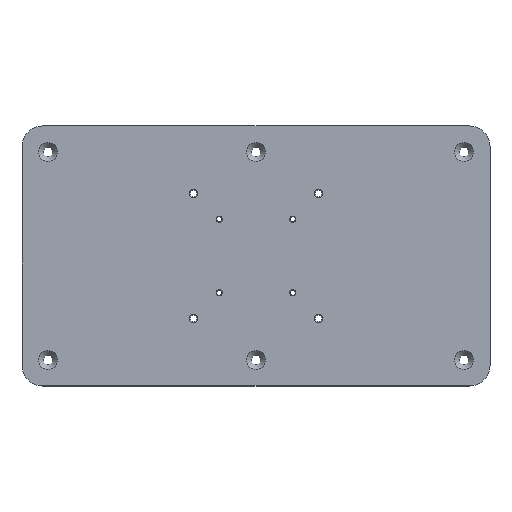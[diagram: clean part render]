
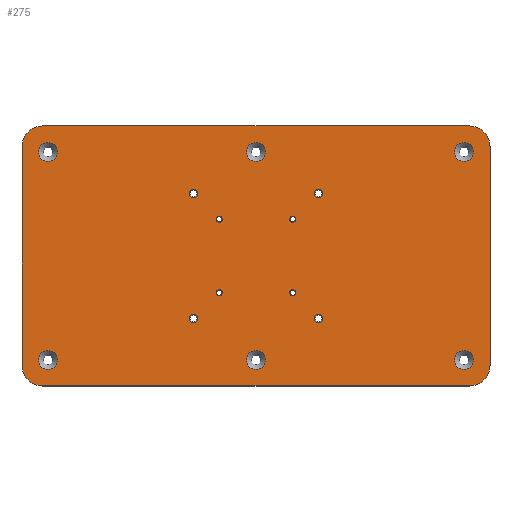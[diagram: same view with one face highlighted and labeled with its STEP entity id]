
A CAD part, top view. The second image highlights one B-rep face of the part: STEP entity #275.
In plain terms, the highlighted planar face has unit normal (0, 0, 1).
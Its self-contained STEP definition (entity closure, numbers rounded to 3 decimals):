
#85=FACE_BOUND('',#355,.T.);
#86=FACE_BOUND('',#356,.T.);
#87=FACE_BOUND('',#357,.T.);
#88=FACE_BOUND('',#358,.T.);
#89=FACE_BOUND('',#359,.T.);
#90=FACE_BOUND('',#360,.T.);
#91=FACE_BOUND('',#361,.T.);
#92=FACE_BOUND('',#362,.T.);
#93=FACE_BOUND('',#363,.T.);
#94=FACE_BOUND('',#364,.T.);
#95=FACE_BOUND('',#365,.T.);
#96=FACE_BOUND('',#366,.T.);
#97=FACE_BOUND('',#367,.T.);
#98=FACE_BOUND('',#368,.T.);
#99=FACE_BOUND('',#369,.T.);
#202=CIRCLE('',#800,20.);
#204=CIRCLE('',#804,20.);
#206=CIRCLE('',#808,20.);
#208=CIRCLE('',#812,20.);
#224=CIRCLE('',#830,3.);
#225=CIRCLE('',#831,3.);
#226=CIRCLE('',#832,3.);
#227=CIRCLE('',#833,3.);
#228=CIRCLE('',#834,4.);
#229=CIRCLE('',#835,4.);
#230=CIRCLE('',#836,4.);
#231=CIRCLE('',#837,4.);
#232=CIRCLE('',#838,9.125);
#233=CIRCLE('',#839,9.125);
#234=CIRCLE('',#840,9.125);
#235=CIRCLE('',#841,9.125);
#236=CIRCLE('',#842,9.125);
#237=CIRCLE('',#843,9.125);
#275=ADVANCED_FACE('',(#85,#86,#87,#88,#89,#90,#91,#92,#93,#94,#95,#96,
#97,#98,#99),#323,.F.);
#323=PLANE('',#844);
#355=EDGE_LOOP('',(#508));
#356=EDGE_LOOP('',(#509));
#357=EDGE_LOOP('',(#510));
#358=EDGE_LOOP('',(#511));
#359=EDGE_LOOP('',(#512));
#360=EDGE_LOOP('',(#513));
#361=EDGE_LOOP('',(#514));
#362=EDGE_LOOP('',(#515));
#363=EDGE_LOOP('',(#516));
#364=EDGE_LOOP('',(#517));
#365=EDGE_LOOP('',(#518));
#366=EDGE_LOOP('',(#519));
#367=EDGE_LOOP('',(#520));
#368=EDGE_LOOP('',(#521));
#369=EDGE_LOOP('',(#522,#523,#524,#525,#526,#527,#528,#529));
#508=ORIENTED_EDGE('',*,*,#724,.T.);
#509=ORIENTED_EDGE('',*,*,#725,.T.);
#510=ORIENTED_EDGE('',*,*,#726,.T.);
#511=ORIENTED_EDGE('',*,*,#727,.T.);
#512=ORIENTED_EDGE('',*,*,#728,.T.);
#513=ORIENTED_EDGE('',*,*,#729,.T.);
#514=ORIENTED_EDGE('',*,*,#730,.T.);
#515=ORIENTED_EDGE('',*,*,#731,.T.);
#516=ORIENTED_EDGE('',*,*,#732,.T.);
#517=ORIENTED_EDGE('',*,*,#733,.T.);
#518=ORIENTED_EDGE('',*,*,#734,.T.);
#519=ORIENTED_EDGE('',*,*,#735,.T.);
#520=ORIENTED_EDGE('',*,*,#736,.T.);
#521=ORIENTED_EDGE('',*,*,#737,.T.);
#522=ORIENTED_EDGE('',*,*,#686,.T.);
#523=ORIENTED_EDGE('',*,*,#708,.T.);
#524=ORIENTED_EDGE('',*,*,#705,.T.);
#525=ORIENTED_EDGE('',*,*,#702,.T.);
#526=ORIENTED_EDGE('',*,*,#699,.T.);
#527=ORIENTED_EDGE('',*,*,#696,.T.);
#528=ORIENTED_EDGE('',*,*,#693,.T.);
#529=ORIENTED_EDGE('',*,*,#690,.T.);
#614=VERTEX_POINT('',#1167);
#615=VERTEX_POINT('',#1168);
#618=VERTEX_POINT('',#1176);
#620=VERTEX_POINT('',#1182);
#622=VERTEX_POINT('',#1188);
#624=VERTEX_POINT('',#1194);
#626=VERTEX_POINT('',#1200);
#628=VERTEX_POINT('',#1206);
#644=VERTEX_POINT('',#1244);
#645=VERTEX_POINT('',#1246);
#646=VERTEX_POINT('',#1248);
#647=VERTEX_POINT('',#1250);
#648=VERTEX_POINT('',#1252);
#649=VERTEX_POINT('',#1254);
#650=VERTEX_POINT('',#1256);
#651=VERTEX_POINT('',#1258);
#652=VERTEX_POINT('',#1260);
#653=VERTEX_POINT('',#1262);
#654=VERTEX_POINT('',#1264);
#655=VERTEX_POINT('',#1266);
#656=VERTEX_POINT('',#1268);
#657=VERTEX_POINT('',#1270);
#686=EDGE_CURVE('',#614,#615,#766,.T.);
#690=EDGE_CURVE('',#618,#614,#202,.T.);
#693=EDGE_CURVE('',#620,#618,#771,.T.);
#696=EDGE_CURVE('',#622,#620,#204,.T.);
#699=EDGE_CURVE('',#624,#622,#775,.T.);
#702=EDGE_CURVE('',#626,#624,#206,.T.);
#705=EDGE_CURVE('',#628,#626,#779,.T.);
#708=EDGE_CURVE('',#615,#628,#208,.T.);
#724=EDGE_CURVE('',#644,#644,#224,.T.);
#725=EDGE_CURVE('',#645,#645,#225,.T.);
#726=EDGE_CURVE('',#646,#646,#226,.T.);
#727=EDGE_CURVE('',#647,#647,#227,.T.);
#728=EDGE_CURVE('',#648,#648,#228,.T.);
#729=EDGE_CURVE('',#649,#649,#229,.T.);
#730=EDGE_CURVE('',#650,#650,#230,.T.);
#731=EDGE_CURVE('',#651,#651,#231,.T.);
#732=EDGE_CURVE('',#652,#652,#232,.T.);
#733=EDGE_CURVE('',#653,#653,#233,.T.);
#734=EDGE_CURVE('',#654,#654,#234,.T.);
#735=EDGE_CURVE('',#655,#655,#235,.T.);
#736=EDGE_CURVE('',#656,#656,#236,.T.);
#737=EDGE_CURVE('',#657,#657,#237,.T.);
#766=LINE('',#1166,#782);
#771=LINE('',#1181,#787);
#775=LINE('',#1193,#791);
#779=LINE('',#1205,#795);
#782=VECTOR('',#917,1.);
#787=VECTOR('',#930,1.);
#791=VECTOR('',#942,1.);
#795=VECTOR('',#954,1.);
#800=AXIS2_PLACEMENT_3D('',#1175,#923,#924);
#804=AXIS2_PLACEMENT_3D('',#1187,#935,#936);
#808=AXIS2_PLACEMENT_3D('',#1199,#947,#948);
#812=AXIS2_PLACEMENT_3D('',#1211,#959,#960);
#830=AXIS2_PLACEMENT_3D('',#1243,#995,#996);
#831=AXIS2_PLACEMENT_3D('',#1245,#997,#998);
#832=AXIS2_PLACEMENT_3D('',#1247,#999,#1000);
#833=AXIS2_PLACEMENT_3D('',#1249,#1001,#1002);
#834=AXIS2_PLACEMENT_3D('',#1251,#1003,#1004);
#835=AXIS2_PLACEMENT_3D('',#1253,#1005,#1006);
#836=AXIS2_PLACEMENT_3D('',#1255,#1007,#1008);
#837=AXIS2_PLACEMENT_3D('',#1257,#1009,#1010);
#838=AXIS2_PLACEMENT_3D('',#1259,#1011,#1012);
#839=AXIS2_PLACEMENT_3D('',#1261,#1013,#1014);
#840=AXIS2_PLACEMENT_3D('',#1263,#1015,#1016);
#841=AXIS2_PLACEMENT_3D('',#1265,#1017,#1018);
#842=AXIS2_PLACEMENT_3D('',#1267,#1019,#1020);
#843=AXIS2_PLACEMENT_3D('',#1269,#1021,#1022);
#844=AXIS2_PLACEMENT_3D('',#1271,#1023,#1024);
#917=DIRECTION('',(-1.,0.,0.));
#923=DIRECTION('',(0.,0.,1.));
#924=DIRECTION('',(1.,0.,0.));
#930=DIRECTION('',(0.,1.,0.));
#935=DIRECTION('',(0.,0.,1.));
#936=DIRECTION('',(1.,0.,0.));
#942=DIRECTION('',(1.,0.,0.));
#947=DIRECTION('',(0.,0.,1.));
#948=DIRECTION('',(1.,0.,0.));
#954=DIRECTION('',(0.,-1.,0.));
#959=DIRECTION('',(0.,0.,1.));
#960=DIRECTION('',(1.,0.,0.));
#995=DIRECTION('',(0.,0.,-1.));
#996=DIRECTION('',(-1.,0.,0.));
#997=DIRECTION('',(0.,0.,-1.));
#998=DIRECTION('',(-1.,0.,0.));
#999=DIRECTION('',(0.,0.,-1.));
#1000=DIRECTION('',(-1.,0.,0.));
#1001=DIRECTION('',(0.,0.,-1.));
#1002=DIRECTION('',(-1.,0.,0.));
#1003=DIRECTION('',(0.,0.,-1.));
#1004=DIRECTION('',(-1.,0.,0.));
#1005=DIRECTION('',(0.,0.,-1.));
#1006=DIRECTION('',(-1.,0.,0.));
#1007=DIRECTION('',(0.,0.,-1.));
#1008=DIRECTION('',(-1.,0.,0.));
#1009=DIRECTION('',(0.,0.,-1.));
#1010=DIRECTION('',(-1.,0.,0.));
#1011=DIRECTION('',(0.,0.,-1.));
#1012=DIRECTION('',(-1.,0.,0.));
#1013=DIRECTION('',(0.,0.,-1.));
#1014=DIRECTION('',(-1.,0.,0.));
#1015=DIRECTION('',(0.,0.,-1.));
#1016=DIRECTION('',(-1.,0.,0.));
#1017=DIRECTION('',(0.,0.,-1.));
#1018=DIRECTION('',(-1.,0.,0.));
#1019=DIRECTION('',(0.,0.,-1.));
#1020=DIRECTION('',(-1.,0.,0.));
#1021=DIRECTION('',(0.,0.,-1.));
#1022=DIRECTION('',(-1.,0.,0.));
#1023=DIRECTION('',(0.,0.,-1.));
#1024=DIRECTION('',(-1.,0.,0.));
#1166=CARTESIAN_POINT('',(-205.,125.,0.));
#1167=CARTESIAN_POINT('',(205.,125.,0.));
#1168=CARTESIAN_POINT('',(-205.,125.,0.));
#1175=CARTESIAN_POINT('',(205.,105.,0.));
#1176=CARTESIAN_POINT('',(225.,105.,0.));
#1181=CARTESIAN_POINT('',(225.,105.,0.));
#1182=CARTESIAN_POINT('',(225.,-105.,0.));
#1187=CARTESIAN_POINT('',(205.,-105.,0.));
#1188=CARTESIAN_POINT('',(205.,-125.,0.));
#1193=CARTESIAN_POINT('',(205.,-125.,0.));
#1194=CARTESIAN_POINT('',(-205.,-125.,0.));
#1199=CARTESIAN_POINT('',(-205.,-105.,0.));
#1200=CARTESIAN_POINT('',(-225.,-105.,0.));
#1205=CARTESIAN_POINT('',(-225.,-105.,0.));
#1206=CARTESIAN_POINT('',(-225.,105.,0.));
#1211=CARTESIAN_POINT('',(-205.,105.,0.));
#1243=CARTESIAN_POINT('',(35.355,-35.355,0.));
#1244=CARTESIAN_POINT('',(32.355,-35.355,0.));
#1245=CARTESIAN_POINT('',(-35.355,-35.355,0.));
#1246=CARTESIAN_POINT('',(-38.355,-35.355,0.));
#1247=CARTESIAN_POINT('',(-35.355,35.355,0.));
#1248=CARTESIAN_POINT('',(-38.355,35.355,0.));
#1249=CARTESIAN_POINT('',(35.355,35.355,0.));
#1250=CARTESIAN_POINT('',(32.355,35.355,0.));
#1251=CARTESIAN_POINT('',(60.104,-60.104,0.));
#1252=CARTESIAN_POINT('',(56.104,-60.104,0.));
#1253=CARTESIAN_POINT('',(-60.104,-60.104,0.));
#1254=CARTESIAN_POINT('',(-64.104,-60.104,0.));
#1255=CARTESIAN_POINT('',(-60.104,60.104,0.));
#1256=CARTESIAN_POINT('',(-64.104,60.104,0.));
#1257=CARTESIAN_POINT('',(60.104,60.104,0.));
#1258=CARTESIAN_POINT('',(56.104,60.104,0.));
#1259=CARTESIAN_POINT('',(-200.,100.,0.));
#1260=CARTESIAN_POINT('',(-209.125,100.,0.));
#1261=CARTESIAN_POINT('',(0.,-100.,0.));
#1262=CARTESIAN_POINT('',(-9.125,-100.,0.));
#1263=CARTESIAN_POINT('',(200.,-100.,0.));
#1264=CARTESIAN_POINT('',(190.875,-100.,0.));
#1265=CARTESIAN_POINT('',(-200.,-100.,0.));
#1266=CARTESIAN_POINT('',(-209.125,-100.,0.));
#1267=CARTESIAN_POINT('',(200.,100.,0.));
#1268=CARTESIAN_POINT('',(190.875,100.,0.));
#1269=CARTESIAN_POINT('',(0.,100.,0.));
#1270=CARTESIAN_POINT('',(-9.125,100.,0.));
#1271=CARTESIAN_POINT('',(205.,105.,0.));
